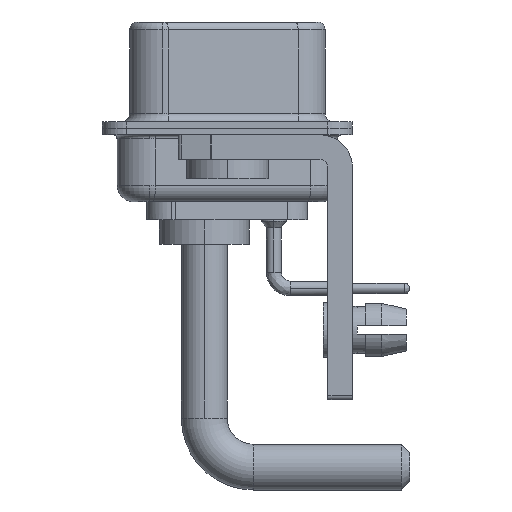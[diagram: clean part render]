
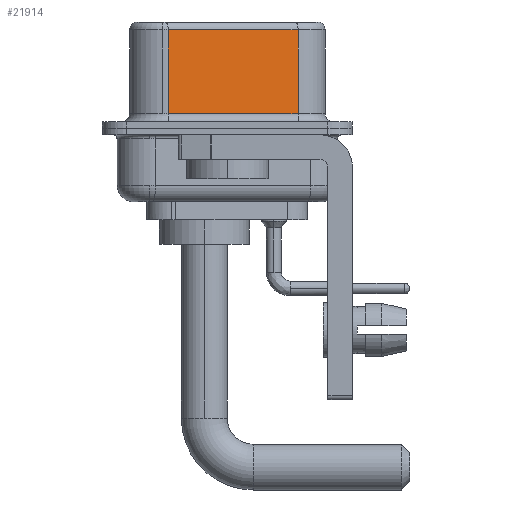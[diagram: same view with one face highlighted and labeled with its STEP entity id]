
A CAD part, left-side view. The second image highlights one B-rep face of the part: STEP entity #21914.
In plain terms, the highlighted planar face has unit normal (-0.985, -0.174, 0).
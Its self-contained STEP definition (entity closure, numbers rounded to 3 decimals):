
#112 = ORIENTED_EDGE ( 'NONE', *, *, #16001, .T. ) ;
#1146 = CARTESIAN_POINT ( 'NONE',  ( 5.132, -4.322, 0.9 ) ) ;
#1902 = VERTEX_POINT ( 'NONE', #22386 ) ;
#1953 = CARTESIAN_POINT ( 'NONE',  ( 5.132, -4.322, 6.02 ) ) ;
#2883 = DIRECTION ( 'NONE',  ( 0.174, -0.985, 0. ) ) ;
#4107 = DIRECTION ( 'NONE',  ( -0.174, 0.985, 0. ) ) ;
#6129 = VERTEX_POINT ( 'NONE', #23481 ) ;
#6175 = EDGE_CURVE ( 'NONE', #15632, #7744, #11019, .T. ) ;
#7104 = LINE ( 'NONE', #23584, #15282 ) ;
#7328 = EDGE_CURVE ( 'NONE', #6129, #15632, #20950, .T. ) ;
#7744 = VERTEX_POINT ( 'NONE', #24737 ) ;
#7940 = ORIENTED_EDGE ( 'NONE', *, *, #24450, .F. ) ;
#8215 = LINE ( 'NONE', #1953, #19747 ) ;
#9980 = DIRECTION ( 'NONE',  ( 0.985, 0.174, 0. ) ) ;
#11019 = LINE ( 'NONE', #1146, #16420 ) ;
#12213 = VECTOR ( 'NONE', #12506, 1000. ) ;
#12506 = DIRECTION ( 'NONE',  ( 0., 0., -1. ) ) ;
#13332 = ORIENTED_EDGE ( 'NONE', *, *, #7328, .T. ) ;
#14270 = PLANE ( 'NONE',  #25904 ) ;
#15011 = DIRECTION ( 'NONE',  ( 0., 0., -1. ) ) ;
#15282 = VECTOR ( 'NONE', #15011, 1000. ) ;
#15632 = VERTEX_POINT ( 'NONE', #23117 ) ;
#16001 = EDGE_CURVE ( 'NONE', #1902, #6129, #8215, .T. ) ;
#16420 = VECTOR ( 'NONE', #2883, 1000. ) ;
#19747 = VECTOR ( 'NONE', #26443, 1000. ) ;
#20950 = LINE ( 'NONE', #22697, #12213 ) ;
#21914 = ADVANCED_FACE ( 'NONE', ( #24460 ), #14270, .F. ) ;
#22386 = CARTESIAN_POINT ( 'NONE',  ( 5.132, -4.322, 6.02 ) ) ;
#22447 = CARTESIAN_POINT ( 'NONE',  ( 5.132, -4.322, 6.52 ) ) ;
#22697 = CARTESIAN_POINT ( 'NONE',  ( 3.73, 3.628, 6.52 ) ) ;
#23117 = CARTESIAN_POINT ( 'NONE',  ( 3.73, 3.628, 0.9 ) ) ;
#23457 = ORIENTED_EDGE ( 'NONE', *, *, #6175, .T. ) ;
#23481 = CARTESIAN_POINT ( 'NONE',  ( 3.73, 3.628, 6.02 ) ) ;
#23584 = CARTESIAN_POINT ( 'NONE',  ( 5.132, -4.322, 6.52 ) ) ;
#24157 = EDGE_LOOP ( 'NONE', ( #7940, #112, #13332, #23457 ) ) ;
#24450 = EDGE_CURVE ( 'NONE', #1902, #7744, #7104, .T. ) ;
#24460 = FACE_OUTER_BOUND ( 'NONE', #24157, .T. ) ;
#24737 = CARTESIAN_POINT ( 'NONE',  ( 5.132, -4.322, 0.9 ) ) ;
#25904 = AXIS2_PLACEMENT_3D ( 'NONE', #22447, #9980, #4107 ) ;
#26443 = DIRECTION ( 'NONE',  ( -0.174, 0.985, 0. ) ) ;
